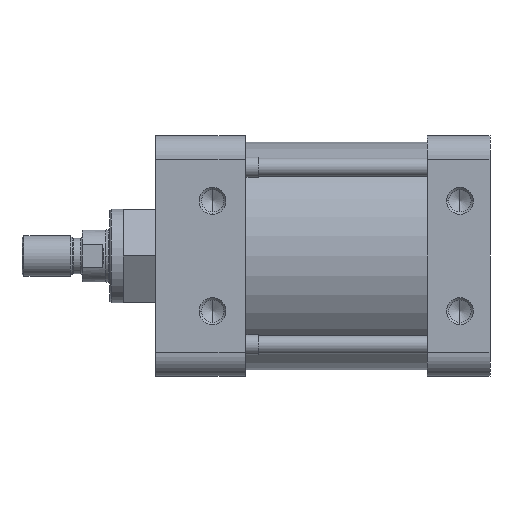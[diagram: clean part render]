
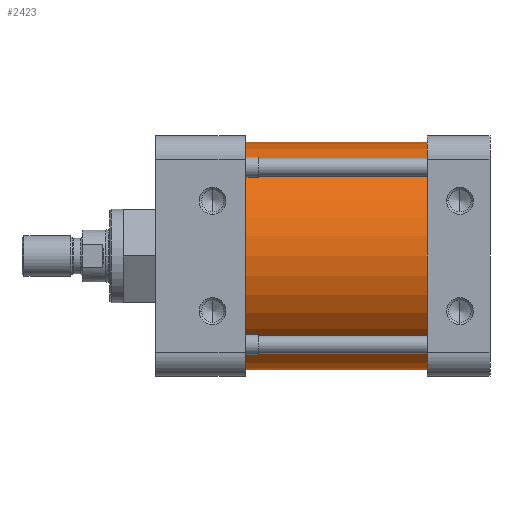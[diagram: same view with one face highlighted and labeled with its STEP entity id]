
A CAD part, front view. The second image highlights one B-rep face of the part: STEP entity #2423.
In plain terms, the highlighted cylindrical face has radius 53.975 mm (diameter 107.95 mm), a partial arc.
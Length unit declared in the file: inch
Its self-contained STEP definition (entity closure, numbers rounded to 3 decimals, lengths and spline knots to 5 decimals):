
#85 = CARTESIAN_POINT ( 'NONE',  ( 5.076, 0., 2.125 ) ) ;
#278 = AXIS2_PLACEMENT_3D ( 'NONE', #4962, #5008, #5064 ) ;
#450 = EDGE_CURVE ( 'NONE', #13720, #11132, #14713, .T. ) ;
#584 = EDGE_CURVE ( 'NONE', #12640, #12871, #13849, .T. ) ;
#631 = LINE ( 'NONE', #6844, #8027 ) ;
#725 = CARTESIAN_POINT ( 'NONE',  ( 5.076, 0., 0. ) ) ;
#1096 = AXIS2_PLACEMENT_3D ( 'NONE', #2527, #2622, #2677 ) ;
#1207 = ORIENTED_EDGE ( 'NONE', *, *, #12631, .F. ) ;
#2112 = ORIENTED_EDGE ( 'NONE', *, *, #584, .T. ) ;
#2156 = EDGE_LOOP ( 'NONE', ( #1207, #2112, #11338, #11971 ) ) ;
#2423 = ADVANCED_FACE ( 'NONE', ( #2440 ), #13471, .T. ) ;
#2440 = FACE_OUTER_BOUND ( 'NONE', #2156, .T. ) ;
#2527 = CARTESIAN_POINT ( 'NONE',  ( 5.076, 0., 0. ) ) ;
#2612 = DIRECTION ( 'NONE',  ( 1., 0., 0. ) ) ;
#2622 = DIRECTION ( 'NONE',  ( -1., 0., 0. ) ) ;
#2677 = DIRECTION ( 'NONE',  ( 0., 0., -1. ) ) ;
#3853 = CARTESIAN_POINT ( 'NONE',  ( 1.67, 0., -2.125 ) ) ;
#4962 = CARTESIAN_POINT ( 'NONE',  ( 1.67, 0., 0. ) ) ;
#5008 = DIRECTION ( 'NONE',  ( 1., 0., 0. ) ) ;
#5064 = DIRECTION ( 'NONE',  ( 0., 0., -1. ) ) ;
#5598 = AXIS2_PLACEMENT_3D ( 'NONE', #725, #2612, #14490 ) ;
#6844 = CARTESIAN_POINT ( 'NONE',  ( 5.076, 0., -2.125 ) ) ;
#6917 = CARTESIAN_POINT ( 'NONE',  ( 5.076, 0., 2.125 ) ) ;
#8027 = VECTOR ( 'NONE', #14721, 39.37008 ) ;
#9887 = CARTESIAN_POINT ( 'NONE',  ( 5.076, 0., -2.125 ) ) ;
#11132 = VERTEX_POINT ( 'NONE', #85 ) ;
#11338 = ORIENTED_EDGE ( 'NONE', *, *, #14456, .T. ) ;
#11487 = CARTESIAN_POINT ( 'NONE',  ( 1.67, 0., 2.125 ) ) ;
#11971 = ORIENTED_EDGE ( 'NONE', *, *, #450, .T. ) ;
#12631 = EDGE_CURVE ( 'NONE', #12640, #11132, #13382, .T. ) ;
#12640 = VERTEX_POINT ( 'NONE', #11487 ) ;
#12871 = VERTEX_POINT ( 'NONE', #3853 ) ;
#13032 = VECTOR ( 'NONE', #13655, 39.37008 ) ;
#13382 = LINE ( 'NONE', #6917, #13032 ) ;
#13471 = CYLINDRICAL_SURFACE ( 'NONE', #5598, 2.125 ) ;
#13655 = DIRECTION ( 'NONE',  ( 1., 0., 0. ) ) ;
#13720 = VERTEX_POINT ( 'NONE', #9887 ) ;
#13849 = CIRCLE ( 'NONE', #278, 2.125 ) ;
#14456 = EDGE_CURVE ( 'NONE', #12871, #13720, #631, .T. ) ;
#14490 = DIRECTION ( 'NONE',  ( 0., 0., -1. ) ) ;
#14713 = CIRCLE ( 'NONE', #1096, 2.125 ) ;
#14721 = DIRECTION ( 'NONE',  ( 1., 0., 0. ) ) ;
